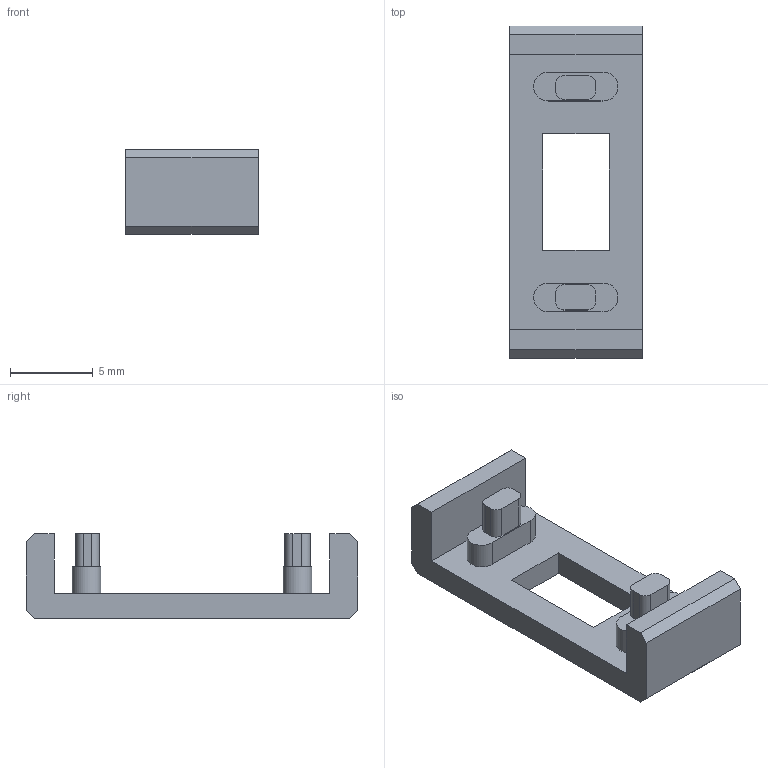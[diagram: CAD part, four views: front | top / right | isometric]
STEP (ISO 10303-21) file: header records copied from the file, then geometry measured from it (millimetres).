
FILE_DESCRIPTION(/* description */ (''),/* implementation_level */ '2;1');
FILE_NAME(/* name */ 'Rocket-Switch-Interface-Jig.step',/* time_stamp */ '2022-10-24T17:12:09-07:00',/* author */ (''),/* organization */ (''),/* preprocessor_version */ 'ST-DEVELOPER v19.2',/* originating_system */ 'Autodesk Translation Framework v11.17.0.187',/* authorisation */ '');
FILE_SCHEMA (('AUTOMOTIVE_DESIGN { 1 0 10303 214 3 1 1 }'));
Length unit declared in the file: millimetre
Products named in the file (2): Rocket-Switch-Interface-Jig; Jig
Assembly tree (1 placements, depth 2):
  Rocket-Switch-Interface-Jig
    Jig
Bounding box: 8 x 20 x 5.1 mm (x, y, z)
Volume: 331.4 mm3; surface area: 576.8 mm2
Topology: 1 solids, 1 shells, 62 faces, 168 edges, 112 vertices
Faces by surface type: plane 42, cylinder 20
Entity records: 2016 total; most frequent: CARTESIAN_POINT 345, DIRECTION 338, ORIENTED_EDGE 336, EDGE_CURVE 168, LINE 128, VECTOR 128, VERTEX_POINT 112, AXIS2_PLACEMENT_3D 105
